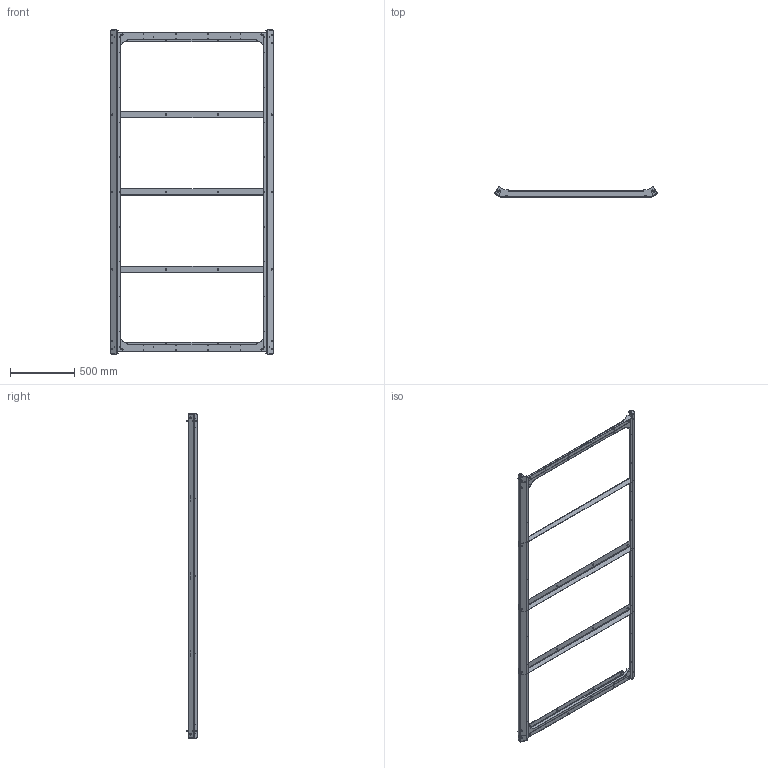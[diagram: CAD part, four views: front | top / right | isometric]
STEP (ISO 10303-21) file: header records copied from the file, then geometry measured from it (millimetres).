
FILE_DESCRIPTION (( 'STEP AP203' ), '1' );
FILE_NAME ('CV03-F10_REV_A.step', '2025-08-17T05:12:40', ( '' ), ( '' ), 'SwSTEP 2.0', 'SolidWorks 2024', '' );
FILE_SCHEMA (( 'CONFIG_CONTROL_DESIGN' ));
Length unit declared in the file: millimetre
Products named in the file (11): CV03-C-03; CV03-F12; CV03-F15; CV03-F13; weldnut_WELDNUT-M8; CV03-C-04; CV03-C-05; CV03-F14; CV03-F10_REV_A; CV03-C-02; CV03-C-01
Assembly tree (28 placements, depth 4):
  CV03-F10_REV_A
    CV03-F15  x2
      CV03-C-01
      weldnut_WELDNUT-M8
    CV03-C-04  x2
    CV03-F14  x2
      CV03-C-02
      CV03-F12
        CV03-C-05
        weldnut_WELDNUT-M8
      CV03-F13
        CV03-C-05
        weldnut_WELDNUT-M8
      weldnut_WELDNUT-M8
    CV03-C-03  x3
Bounding box: 1257.59 x 83.45 x 2514.8 mm (x, y, z)
Volume: 3511750.4 mm3; surface area: 2671397.2 mm2
Topology: 39 solids, 39 shells, 1585 faces, 4137 edges, 2656 vertices
Faces by surface type: plane 914, cylinder 483, cone 182, bspline 6
Entity records: 14787 total; most frequent: CARTESIAN_POINT 2412, DIRECTION 2242, ORIENTED_EDGE 2222, EDGE_CURVE 1111, VECTOR 800, LINE 800, VERTEX_POINT 727, AXIS2_PLACEMENT_3D 721
